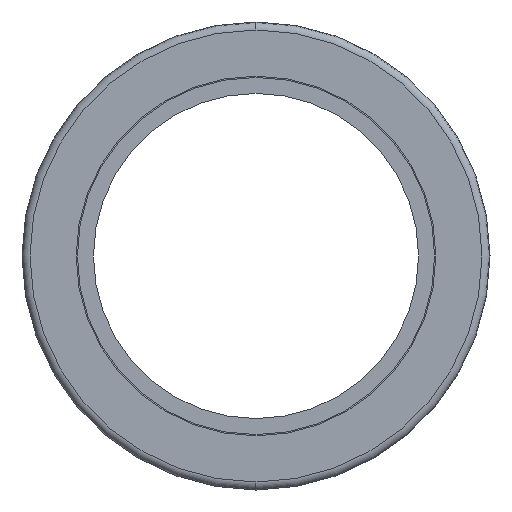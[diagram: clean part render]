
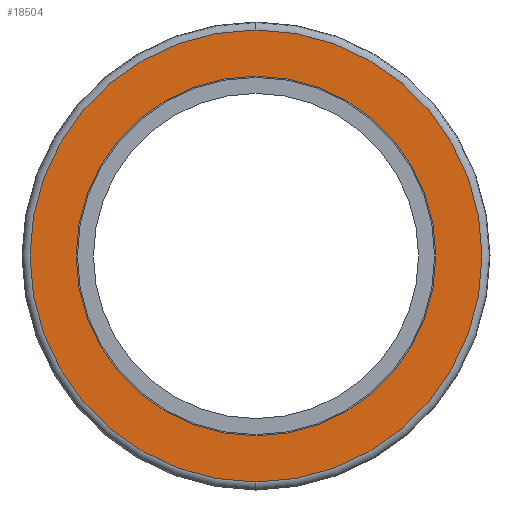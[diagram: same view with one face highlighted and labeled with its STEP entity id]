
A CAD part, left-side view. The second image highlights one B-rep face of the part: STEP entity #18504.
In plain terms, the highlighted planar face has unit normal (-1, 0, 0).
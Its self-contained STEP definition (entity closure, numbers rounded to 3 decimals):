
#2185 = DIRECTION ( 'NONE',  ( 1., 0., 0. ) ) ;
#2425 = CIRCLE ( 'NONE', #19552, 28.15 ) ;
#3319 = ORIENTED_EDGE ( 'NONE', *, *, #7093, .T. ) ;
#3437 = AXIS2_PLACEMENT_3D ( 'NONE', #3678, #15170, #5346 ) ;
#3579 = CIRCLE ( 'NONE', #19707, 28.15 ) ;
#3678 = CARTESIAN_POINT ( 'NONE',  ( 4.112, 28.15, 0. ) ) ;
#3697 = DIRECTION ( 'NONE',  ( 1., 0., 0. ) ) ;
#3871 = VERTEX_POINT ( 'NONE', #13350 ) ;
#4390 = DIRECTION ( 'NONE',  ( 1., 0., 0. ) ) ;
#4526 = FACE_BOUND ( 'NONE', #6285, .T. ) ;
#5061 = CARTESIAN_POINT ( 'NONE',  ( 4.112, 0., 28.15 ) ) ;
#5346 = DIRECTION ( 'NONE',  ( 0., 0., 1. ) ) ;
#6285 = EDGE_LOOP ( 'NONE', ( #8888, #3319 ) ) ;
#7093 = EDGE_CURVE ( 'NONE', #19308, #3871, #8419, .T. ) ;
#7502 = VERTEX_POINT ( 'NONE', #21182 ) ;
#7941 = EDGE_CURVE ( 'NONE', #7502, #16478, #2425, .T. ) ;
#8400 = FACE_OUTER_BOUND ( 'NONE', #12166, .T. ) ;
#8419 = CIRCLE ( 'NONE', #19127, 21.45 ) ;
#8888 = ORIENTED_EDGE ( 'NONE', *, *, #13952, .T. ) ;
#9236 = ORIENTED_EDGE ( 'NONE', *, *, #20655, .F. ) ;
#9344 = CARTESIAN_POINT ( 'NONE',  ( 4.112, 0., 0. ) ) ;
#11004 = DIRECTION ( 'NONE',  ( 0., 0., -1. ) ) ;
#12016 = CARTESIAN_POINT ( 'NONE',  ( 4.112, 0., 0. ) ) ;
#12166 = EDGE_LOOP ( 'NONE', ( #20997, #9236 ) ) ;
#12476 = CARTESIAN_POINT ( 'NONE',  ( 4.112, 0., 21.45 ) ) ;
#12590 = AXIS2_PLACEMENT_3D ( 'NONE', #13527, #3697, #15196 ) ;
#13350 = CARTESIAN_POINT ( 'NONE',  ( 4.112, 0., -21.45 ) ) ;
#13527 = CARTESIAN_POINT ( 'NONE',  ( 4.112, 0., 0. ) ) ;
#13659 = DIRECTION ( 'NONE',  ( 0., 0., -1. ) ) ;
#13952 = EDGE_CURVE ( 'NONE', #3871, #19308, #19915, .T. ) ;
#14235 = CARTESIAN_POINT ( 'NONE',  ( 4.112, 0., 0. ) ) ;
#15170 = DIRECTION ( 'NONE',  ( -1., 0., 0. ) ) ;
#15196 = DIRECTION ( 'NONE',  ( 0., 0., -1. ) ) ;
#15881 = DIRECTION ( 'NONE',  ( 0., 0., -1. ) ) ;
#16478 = VERTEX_POINT ( 'NONE', #5061 ) ;
#18395 = PLANE ( 'NONE',  #3437 ) ;
#18504 = ADVANCED_FACE ( 'NONE', ( #4526, #8400 ), #18395, .T. ) ;
#19127 = AXIS2_PLACEMENT_3D ( 'NONE', #12016, #2185, #13659 ) ;
#19308 = VERTEX_POINT ( 'NONE', #12476 ) ;
#19552 = AXIS2_PLACEMENT_3D ( 'NONE', #14235, #4390, #15881 ) ;
#19707 = AXIS2_PLACEMENT_3D ( 'NONE', #9344, #20788, #11004 ) ;
#19915 = CIRCLE ( 'NONE', #12590, 21.45 ) ;
#20655 = EDGE_CURVE ( 'NONE', #16478, #7502, #3579, .T. ) ;
#20788 = DIRECTION ( 'NONE',  ( 1., 0., 0. ) ) ;
#20997 = ORIENTED_EDGE ( 'NONE', *, *, #7941, .F. ) ;
#21182 = CARTESIAN_POINT ( 'NONE',  ( 4.112, 0., -28.15 ) ) ;
